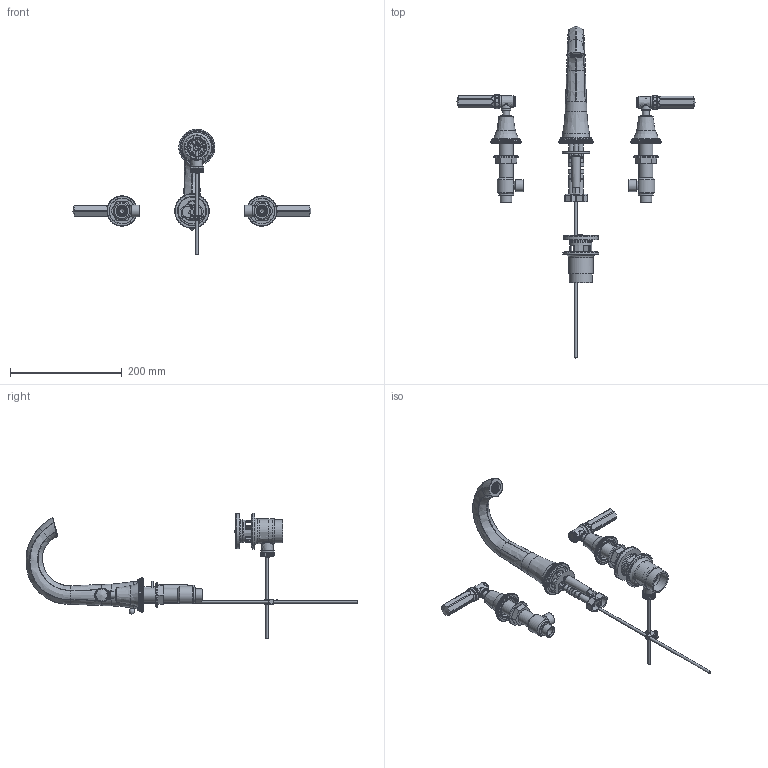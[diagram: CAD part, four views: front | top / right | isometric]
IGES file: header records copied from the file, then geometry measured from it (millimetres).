
Global section: file name: V6K16L; native system: Autodesk Inventor 2014; preprocessor: unknown; author: aprice; date: 20141015.083502; units: millimetre
Bounding box: 426 x 593.24 x 224.13 mm (x, y, z)
Volume: 568128.2 mm3; surface area: 287610.8 mm2
Topology: 64 solids, 65 shells, 4762 faces, 12376 edges, 7908 vertices
Faces by surface type: bspline 4760, plane 2
